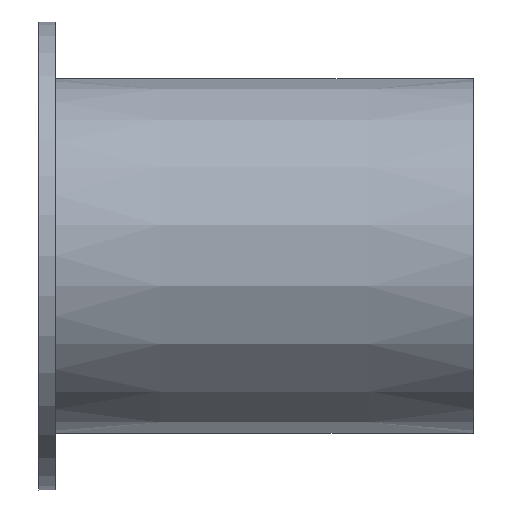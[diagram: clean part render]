
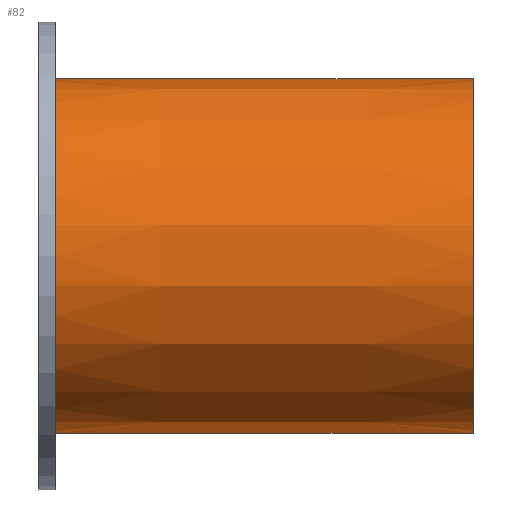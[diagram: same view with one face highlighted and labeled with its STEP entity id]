
A CAD part, top view. The second image highlights one B-rep face of the part: STEP entity #82.
In plain terms, the highlighted conical face has half-angle 0.001 degrees and reference radius 21.2 mm.
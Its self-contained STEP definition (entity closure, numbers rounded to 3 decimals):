
#6 = DIRECTION ( 'NONE',  ( -1., 0., 0. ) ) ;
#8 = CARTESIAN_POINT ( 'NONE',  ( -56.455, 5.279, 0. ) ) ;
#9 = EDGE_CURVE ( 'NONE', #234, #58, #386, .T. ) ;
#15 = EDGE_CURVE ( 'NONE', #58, #316, #99, .T. ) ;
#30 = LINE ( 'NONE', #171, #93 ) ;
#32 = ORIENTED_EDGE ( 'NONE', *, *, #9, .T. ) ;
#38 = DIRECTION ( 'NONE',  ( -1., 0., 0. ) ) ;
#58 = VERTEX_POINT ( 'NONE', #369 ) ;
#79 = AXIS2_PLACEMENT_3D ( 'NONE', #367, #38, #245 ) ;
#82 = ADVANCED_FACE ( 'NONE', ( #90 ), #216, .T. ) ;
#85 = CARTESIAN_POINT ( 'NONE',  ( -106.455, 26.479, 0. ) ) ;
#90 = FACE_OUTER_BOUND ( 'NONE', #194, .T. ) ;
#93 = VECTOR ( 'NONE', #201, 1000. ) ;
#97 = DIRECTION ( 'NONE',  ( 0., -1., 0. ) ) ;
#98 = VECTOR ( 'NONE', #277, 1000. ) ;
#99 = LINE ( 'NONE', #160, #98 ) ;
#107 = ORIENTED_EDGE ( 'NONE', *, *, #15, .T. ) ;
#115 = ORIENTED_EDGE ( 'NONE', *, *, #343, .F. ) ;
#160 = CARTESIAN_POINT ( 'NONE',  ( -56.455, 26.479, 0. ) ) ;
#168 = AXIS2_PLACEMENT_3D ( 'NONE', #8, #6, #309 ) ;
#171 = CARTESIAN_POINT ( 'NONE',  ( -56.454, -15.921, 0. ) ) ;
#182 = CARTESIAN_POINT ( 'NONE',  ( -56.455, 5.279, 0. ) ) ;
#194 = EDGE_LOOP ( 'NONE', ( #32, #107, #225, #115 ) ) ;
#198 = CIRCLE ( 'NONE', #79, 21.201 ) ;
#201 = DIRECTION ( 'NONE',  ( -1., 0., 0. ) ) ;
#216 = CONICAL_SURFACE ( 'NONE', #250, 21.2, 0. ) ;
#221 = EDGE_CURVE ( 'NONE', #357, #316, #198, .T. ) ;
#225 = ORIENTED_EDGE ( 'NONE', *, *, #221, .F. ) ;
#228 = CARTESIAN_POINT ( 'NONE',  ( -56.454, -15.921, 0. ) ) ;
#234 = VERTEX_POINT ( 'NONE', #228 ) ;
#239 = DIRECTION ( 'NONE',  ( -1., 0., 0. ) ) ;
#245 = DIRECTION ( 'NONE',  ( 0., -1., 0. ) ) ;
#250 = AXIS2_PLACEMENT_3D ( 'NONE', #182, #239, #97 ) ;
#277 = DIRECTION ( 'NONE',  ( -1., 0., 0. ) ) ;
#293 = CARTESIAN_POINT ( 'NONE',  ( -106.454, -15.923, 0. ) ) ;
#309 = DIRECTION ( 'NONE',  ( 0., -1., 0. ) ) ;
#316 = VERTEX_POINT ( 'NONE', #85 ) ;
#343 = EDGE_CURVE ( 'NONE', #234, #357, #30, .T. ) ;
#357 = VERTEX_POINT ( 'NONE', #293 ) ;
#367 = CARTESIAN_POINT ( 'NONE',  ( -106.455, 5.278, 0. ) ) ;
#369 = CARTESIAN_POINT ( 'NONE',  ( -56.455, 26.479, 0. ) ) ;
#386 = CIRCLE ( 'NONE', #168, 21.2 ) ;
